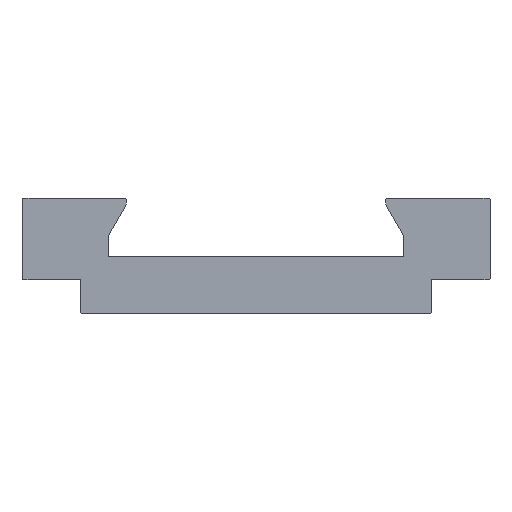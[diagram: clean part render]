
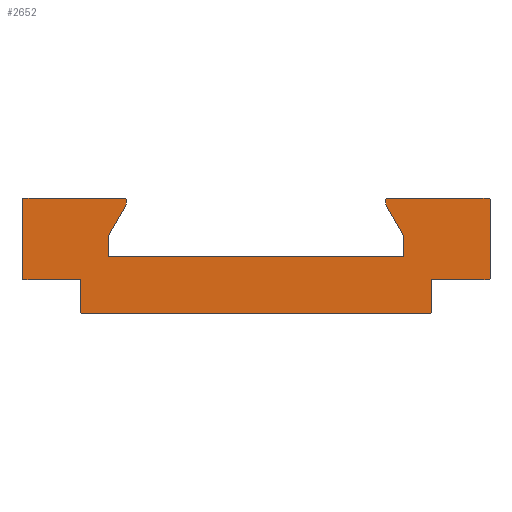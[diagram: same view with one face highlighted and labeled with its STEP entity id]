
A CAD part, front view. The second image highlights one B-rep face of the part: STEP entity #2652.
In plain terms, the highlighted planar face has unit normal (0, -1, 0).
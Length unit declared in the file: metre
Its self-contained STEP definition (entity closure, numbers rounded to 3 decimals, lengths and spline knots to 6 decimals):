
#53=CARTESIAN_POINT('',(0.024075,0.,0.));
#54=DIRECTION('',(0.,0.,-1.));
#55=VECTOR('',#54,1.);
#56=LINE('',#53,#55);
#57=CARTESIAN_POINT('',(0.024075,0.,-0.0001));
#58=VERTEX_POINT('',#57);
#59=CARTESIAN_POINT('',(0.024075,0.,-0.00825));
#60=VERTEX_POINT('',#59);
#61=EDGE_CURVE('',#58,#60,#56,.T.);
#481=CARTESIAN_POINT('',(0.,0.,-0.01185));
#482=DIRECTION('',(1.,0.,0.));
#483=VECTOR('',#482,1.);
#484=LINE('',#481,#483);
#485=CARTESIAN_POINT('',(-0.017975,0.,-0.01185));
#486=VERTEX_POINT('',#485);
#487=CARTESIAN_POINT('',(0.017975,0.,-0.01185));
#488=VERTEX_POINT('',#487);
#489=EDGE_CURVE('',#486,#488,#484,.T.);
#951=CARTESIAN_POINT('',(0.,0.,-0.006));
#952=DIRECTION('',(1.,0.,0.));
#953=VECTOR('',#952,1.);
#954=LINE('',#951,#953);
#955=CARTESIAN_POINT('',(-0.015175,0.,-0.006));
#956=VERTEX_POINT('',#955);
#957=CARTESIAN_POINT('',(0.015175,0.,-0.006));
#958=VERTEX_POINT('',#957);
#959=EDGE_CURVE('',#956,#958,#954,.T.);
#1752=CARTESIAN_POINT('',(-0.018075,0.,-0.01175));
#1753=VERTEX_POINT('',#1752);
#1756=CARTESIAN_POINT('',(-0.018075,0.,0.));
#1757=DIRECTION('',(0.,0.,1.));
#1758=VECTOR('',#1757,1.);
#1759=LINE('',#1756,#1758);
#1760=CARTESIAN_POINT('',(-0.018075,0.,-0.00835));
#1761=VERTEX_POINT('',#1760);
#1762=EDGE_CURVE('',#1753,#1761,#1759,.T.);
#1819=CARTESIAN_POINT('',(0.,0.,-0.00835));
#1820=DIRECTION('',(1.,0.,0.));
#1821=VECTOR('',#1820,1.);
#1822=LINE('',#1819,#1821);
#1823=CARTESIAN_POINT('',(-0.023975,0.,-0.00835));
#1824=VERTEX_POINT('',#1823);
#1825=EDGE_CURVE('',#1824,#1761,#1822,.T.);
#1872=CARTESIAN_POINT('',(-0.024075,0.,-0.00825));
#1873=VERTEX_POINT('',#1872);
#1876=CARTESIAN_POINT('',(-0.024075,0.,0.));
#1877=DIRECTION('',(0.,0.,-1.));
#1878=VECTOR('',#1877,1.);
#1879=LINE('',#1876,#1878);
#1880=CARTESIAN_POINT('',(-0.024075,0.,-0.0001));
#1881=VERTEX_POINT('',#1880);
#1882=EDGE_CURVE('',#1881,#1873,#1879,.T.);
#1953=CARTESIAN_POINT('',(-0.023975,0.,0.));
#1954=VERTEX_POINT('',#1953);
#1957=CARTESIAN_POINT('',(0.,0.,0.));
#1958=DIRECTION('',(1.,0.,0.));
#1959=VECTOR('',#1958,1.);
#1960=LINE('',#1957,#1959);
#1961=CARTESIAN_POINT('',(-0.013425,0.,0.));
#1962=VERTEX_POINT('',#1961);
#1963=EDGE_CURVE('',#1954,#1962,#1960,.T.);
#2001=CARTESIAN_POINT('',(-0.013325,0.,-0.0001));
#2002=VERTEX_POINT('',#2001);
#2005=CARTESIAN_POINT('',(-0.013325,0.,0.));
#2006=DIRECTION('',(0.,0.,-1.));
#2007=VECTOR('',#2006,1.);
#2008=LINE('',#2005,#2007);
#2009=CARTESIAN_POINT('',(-0.013325,0.,-0.000596));
#2010=VERTEX_POINT('',#2009);
#2011=EDGE_CURVE('',#2002,#2010,#2008,.T.);
#2035=CARTESIAN_POINT('',(-0.009736,0.,0.005621));
#2036=DIRECTION('',(0.5,0.,0.866));
#2037=VECTOR('',#2036,1.);
#2038=LINE('',#2035,#2037);
#2039=CARTESIAN_POINT('',(-0.015175,0.,-0.0038));
#2040=VERTEX_POINT('',#2039);
#2041=EDGE_CURVE('',#2040,#2010,#2038,.T.);
#2074=CARTESIAN_POINT('',(-0.015175,0.,0.));
#2075=DIRECTION('',(0.,0.,1.));
#2076=VECTOR('',#2075,1.);
#2077=LINE('',#2074,#2076);
#2078=EDGE_CURVE('',#956,#2040,#2077,.T.);
#2134=CARTESIAN_POINT('',(0.015175,0.,0.));
#2135=DIRECTION('',(0.,0.,1.));
#2136=VECTOR('',#2135,1.);
#2137=LINE('',#2134,#2136);
#2138=CARTESIAN_POINT('',(0.015175,0.,-0.0038));
#2139=VERTEX_POINT('',#2138);
#2140=EDGE_CURVE('',#958,#2139,#2137,.T.);
#2228=CARTESIAN_POINT('',(0.009736,0.,0.005621));
#2229=DIRECTION('',(-0.5,0.,0.866));
#2230=VECTOR('',#2229,1.);
#2231=LINE('',#2228,#2230);
#2232=CARTESIAN_POINT('',(0.013325,0.,-0.000596));
#2233=VERTEX_POINT('',#2232);
#2234=EDGE_CURVE('',#2139,#2233,#2231,.T.);
#2266=CARTESIAN_POINT('',(0.013325,0.,0.));
#2267=DIRECTION('',(0.,0.,-1.));
#2268=VECTOR('',#2267,1.);
#2269=LINE('',#2266,#2268);
#2270=CARTESIAN_POINT('',(0.013325,0.,-0.0001));
#2271=VERTEX_POINT('',#2270);
#2272=EDGE_CURVE('',#2271,#2233,#2269,.T.);
#2352=CARTESIAN_POINT('',(0.013425,0.,0.));
#2353=VERTEX_POINT('',#2352);
#2356=CARTESIAN_POINT('',(0.,0.,0.));
#2357=DIRECTION('',(1.,0.,0.));
#2358=VECTOR('',#2357,1.);
#2359=LINE('',#2356,#2358);
#2360=CARTESIAN_POINT('',(0.023975,0.,0.));
#2361=VERTEX_POINT('',#2360);
#2362=EDGE_CURVE('',#2353,#2361,#2359,.T.);
#2433=CARTESIAN_POINT('',(0.023975,0.,-0.00835));
#2434=VERTEX_POINT('',#2433);
#2437=CARTESIAN_POINT('',(0.,0.,-0.00835));
#2438=DIRECTION('',(-1.,0.,0.));
#2439=VECTOR('',#2438,1.);
#2440=LINE('',#2437,#2439);
#2441=CARTESIAN_POINT('',(0.018075,0.,-0.00835));
#2442=VERTEX_POINT('',#2441);
#2443=EDGE_CURVE('',#2434,#2442,#2440,.T.);
#2467=CARTESIAN_POINT('',(0.018075,0.,0.));
#2468=DIRECTION('',(0.,0.,1.));
#2469=VECTOR('',#2468,1.);
#2470=LINE('',#2467,#2469);
#2471=CARTESIAN_POINT('',(0.018075,0.,-0.01175));
#2472=VERTEX_POINT('',#2471);
#2473=EDGE_CURVE('',#2472,#2442,#2470,.T.);
#2581=CARTESIAN_POINT('',(0.,0.,0.));
#2582=DIRECTION('',(0.,1.,0.));
#2583=DIRECTION('',(0.,0.,1.));
#2584=AXIS2_PLACEMENT_3D('',#2581,#2582,#2583);
#2585=PLANE('',#2584);
#2586=ORIENTED_EDGE('',*,*,#2443,.F.);
#2587=CARTESIAN_POINT('',(0.023975,0.,-0.00835));
#2588=DIRECTION('',(-0.707,0.,-0.707));
#2589=VECTOR('',#2588,1.);
#2590=LINE('',#2587,#2589);
#2591=EDGE_CURVE('',#60,#2434,#2590,.T.);
#2592=ORIENTED_EDGE('',*,*,#2591,.F.);
#2593=ORIENTED_EDGE('',*,*,#61,.F.);
#2594=CARTESIAN_POINT('',(0.024075,0.,-0.0001));
#2595=DIRECTION('',(0.707,0.,-0.707));
#2596=VECTOR('',#2595,1.);
#2597=LINE('',#2594,#2596);
#2598=EDGE_CURVE('',#2361,#58,#2597,.T.);
#2599=ORIENTED_EDGE('',*,*,#2598,.F.);
#2600=ORIENTED_EDGE('',*,*,#2362,.F.);
#2601=CARTESIAN_POINT('',(0.013425,0.,0.));
#2602=DIRECTION('',(-0.707,0.,-0.707));
#2603=VECTOR('',#2602,1.);
#2604=LINE('',#2601,#2603);
#2605=EDGE_CURVE('',#2353,#2271,#2604,.T.);
#2606=ORIENTED_EDGE('',*,*,#2605,.T.);
#2607=ORIENTED_EDGE('',*,*,#2272,.T.);
#2608=ORIENTED_EDGE('',*,*,#2234,.F.);
#2609=ORIENTED_EDGE('',*,*,#2140,.F.);
#2610=ORIENTED_EDGE('',*,*,#959,.F.);
#2611=ORIENTED_EDGE('',*,*,#2078,.T.);
#2612=ORIENTED_EDGE('',*,*,#2041,.T.);
#2613=ORIENTED_EDGE('',*,*,#2011,.F.);
#2614=CARTESIAN_POINT('',(-0.013325,0.,-0.0001));
#2615=DIRECTION('',(0.707,0.,-0.707));
#2616=VECTOR('',#2615,1.);
#2617=LINE('',#2614,#2616);
#2618=EDGE_CURVE('',#1962,#2002,#2617,.T.);
#2619=ORIENTED_EDGE('',*,*,#2618,.F.);
#2620=ORIENTED_EDGE('',*,*,#1963,.F.);
#2621=CARTESIAN_POINT('',(-0.023975,0.,0.));
#2622=DIRECTION('',(-0.707,0.,-0.707));
#2623=VECTOR('',#2622,1.);
#2624=LINE('',#2621,#2623);
#2625=EDGE_CURVE('',#1954,#1881,#2624,.T.);
#2626=ORIENTED_EDGE('',*,*,#2625,.T.);
#2627=ORIENTED_EDGE('',*,*,#1882,.T.);
#2628=CARTESIAN_POINT('',(-0.024075,0.,-0.00825));
#2629=DIRECTION('',(-0.707,0.,0.707));
#2630=VECTOR('',#2629,1.);
#2631=LINE('',#2628,#2630);
#2632=EDGE_CURVE('',#1824,#1873,#2631,.T.);
#2633=ORIENTED_EDGE('',*,*,#2632,.F.);
#2634=ORIENTED_EDGE('',*,*,#1825,.T.);
#2635=ORIENTED_EDGE('',*,*,#1762,.F.);
#2636=CARTESIAN_POINT('',(-0.018075,0.,-0.01175));
#2637=DIRECTION('',(0.707,0.,-0.707));
#2638=VECTOR('',#2637,1.);
#2639=LINE('',#2636,#2638);
#2640=EDGE_CURVE('',#1753,#486,#2639,.T.);
#2641=ORIENTED_EDGE('',*,*,#2640,.T.);
#2642=ORIENTED_EDGE('',*,*,#489,.T.);
#2643=CARTESIAN_POINT('',(0.017975,0.,-0.01185));
#2644=DIRECTION('',(-0.707,0.,-0.707));
#2645=VECTOR('',#2644,1.);
#2646=LINE('',#2643,#2645);
#2647=EDGE_CURVE('',#2472,#488,#2646,.T.);
#2648=ORIENTED_EDGE('',*,*,#2647,.F.);
#2649=ORIENTED_EDGE('',*,*,#2473,.T.);
#2650=EDGE_LOOP('',(#2586,#2592,#2593,#2599,#2600,#2606,#2607,#2608,#2609,#2610,#2611,#2612,#2613,#2619,#2620,#2626,#2627,#2633,#2634,#2635,#2641,#2642,#2648,#2649));
#2651=FACE_BOUND('',#2650,.T.);
#2652=ADVANCED_FACE('',(#2651),#2585,.F.);
